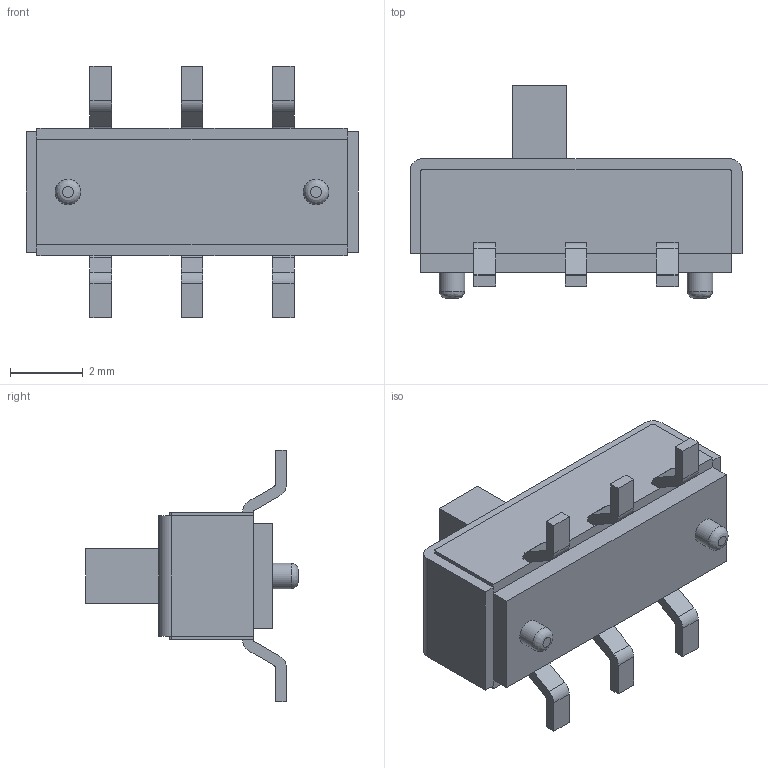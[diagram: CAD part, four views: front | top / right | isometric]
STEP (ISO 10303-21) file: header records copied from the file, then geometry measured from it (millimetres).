
FILE_DESCRIPTION(/* description */ (''),/* implementation_level */ '2;1');
FILE_NAME(/* name */ 'K3-2235S-F1.step',/* time_stamp */ '2024-01-23T11:25:48-05:00',/* author */ (''),/* organization */ (''),/* preprocessor_version */ 'ST-DEVELOPER v20',/* originating_system */ 'Autodesk Translation Framework v12.14.0.127',/* authorisation */ '');
FILE_SCHEMA (('AUTOMOTIVE_DESIGN { 1 0 10303 214 3 1 1 }'));
Length unit declared in the file: millimetre
Products named in the file (1): K3-2235S-F1
Bounding box: 9.1 x 5.83 x 6.9 mm (x, y, z)
Volume: 101.2 mm3; surface area: 182.3 mm2
Topology: 1 solids, 1 shells, 110 faces, 292 edges, 188 vertices
Faces by surface type: plane 76, cylinder 32, bspline 2
Full cylindrical faces by diameter (mm): 0.7 x2
Entity records: 3507 total; most frequent: CARTESIAN_POINT 643, ORIENTED_EDGE 584, DIRECTION 580, EDGE_CURVE 292, LINE 222, VECTOR 222, VERTEX_POINT 188, AXIS2_PLACEMENT_3D 179
